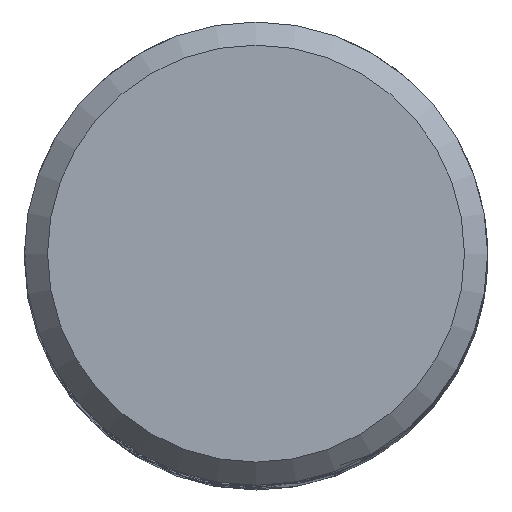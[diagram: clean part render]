
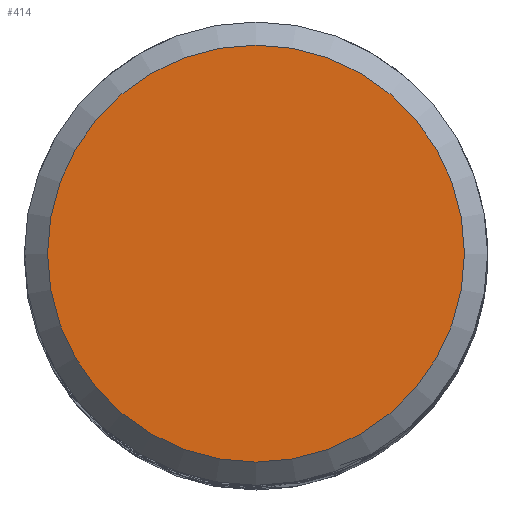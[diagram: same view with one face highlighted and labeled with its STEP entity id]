
A CAD part, top view. The second image highlights one B-rep face of the part: STEP entity #414.
In plain terms, the highlighted planar face has unit normal (0, 0, 1).
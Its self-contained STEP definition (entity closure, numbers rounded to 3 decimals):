
#374 = VERTEX_POINT('', #375);
#375 = CARTESIAN_POINT('', (-2.7, 0., 0.));
#381 = EDGE_CURVE('', #374, #374, #382, .T.);
#382 = CIRCLE('', #383, 2.7);
#383 = AXIS2_PLACEMENT_3D('', #384, #385, #386);
#384 = CARTESIAN_POINT('', (0., 0., 0.));
#385 = DIRECTION('', (0., 0., -1.));
#386 = DIRECTION('', (-1., 0., 0.));
#414 = ADVANCED_FACE('', (#415), #418, .T.);
#415 = FACE_OUTER_BOUND('', #416, .T.);
#416 = EDGE_LOOP('', (#417));
#417 = ORIENTED_EDGE('', *, *, #381, .F.);
#418 = PLANE('', #419);
#419 = AXIS2_PLACEMENT_3D('', #420, #421, #422);
#420 = CARTESIAN_POINT('', (4.2, -4.2, 0.));
#421 = DIRECTION('', (0., 0., 1.));
#422 = DIRECTION('', (0., 1., 0.));
